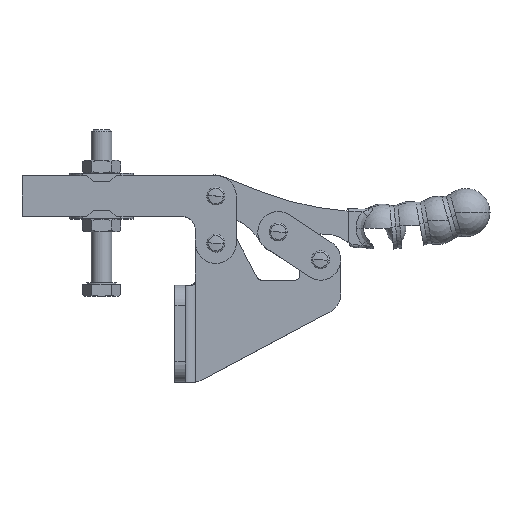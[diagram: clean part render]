
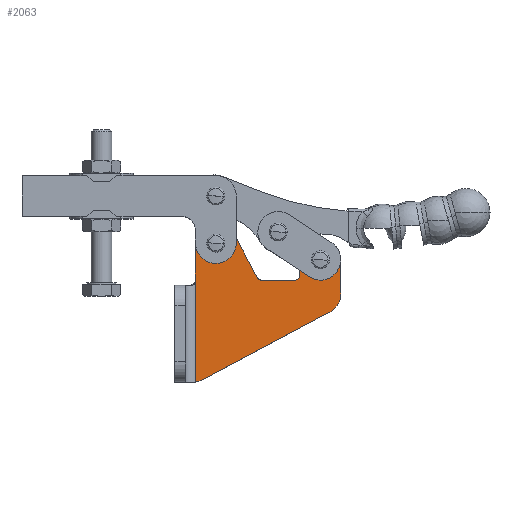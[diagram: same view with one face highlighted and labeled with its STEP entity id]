
A CAD part, top view. The second image highlights one B-rep face of the part: STEP entity #2063.
In plain terms, the highlighted planar face has unit normal (0, 0, 1).
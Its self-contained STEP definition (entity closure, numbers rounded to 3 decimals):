
#298=CARTESIAN_POINT('',(9.35,41.1,3.5));
#299=VERTEX_POINT('',#298);
#308=CARTESIAN_POINT('',(15.85,41.1,3.5));
#309=VERTEX_POINT('',#308);
#310=CARTESIAN_POINT('',(12.6,41.1,3.5));
#311=DIRECTION('',(0.0,0.0,1.0));
#312=DIRECTION('',(1.0,0.0,0.0));
#313=AXIS2_PLACEMENT_3D('',#310,#311,#312);
#314=CIRCLE('',#313,3.25);
#315=EDGE_CURVE('',#299,#309,#314,.T.);
#340=CARTESIAN_POINT('',(50.35,34.6,3.5));
#341=VERTEX_POINT('',#340);
#350=CARTESIAN_POINT('',(56.85,34.6,3.5));
#351=VERTEX_POINT('',#350);
#352=CARTESIAN_POINT('',(53.6,34.6,3.5));
#353=DIRECTION('',(0.0,0.0,1.0));
#354=DIRECTION('',(1.0,0.0,0.0));
#355=AXIS2_PLACEMENT_3D('',#352,#353,#354);
#356=CIRCLE('',#355,3.25);
#357=EDGE_CURVE('',#341,#351,#356,.T.);
#532=CARTESIAN_POINT('',(53.6,34.6,3.5));
#533=DIRECTION('',(0.0,0.0,1.0));
#534=DIRECTION('',(1.0,0.0,0.0));
#535=AXIS2_PLACEMENT_3D('',#532,#533,#534);
#536=CIRCLE('',#535,3.25);
#537=EDGE_CURVE('',#351,#341,#536,.T.);
#550=CARTESIAN_POINT('',(12.6,41.1,3.5));
#551=DIRECTION('',(0.0,0.0,1.0));
#552=DIRECTION('',(1.0,0.0,0.0));
#553=AXIS2_PLACEMENT_3D('',#550,#551,#552);
#554=CIRCLE('',#553,3.25);
#555=EDGE_CURVE('',#309,#299,#554,.T.);
#1598=CARTESIAN_POINT('',(4.574,-13.341,3.5));
#1599=VERTEX_POINT('',#1598);
#1806=CARTESIAN_POINT('',(4.574,26.278,3.5));
#1807=VERTEX_POINT('',#1806);
#1894=CARTESIAN_POINT('',(4.574,26.278,3.5));
#1895=DIRECTION('',(0.0,-1.0,0.0));
#1896=VECTOR('',#1895,39.619);
#1897=LINE('',#1894,#1896);
#1898=EDGE_CURVE('',#1807,#1599,#1897,.T.);
#1938=CARTESIAN_POINT('',(20.304,18.272,3.5));
#1939=DIRECTION('',(0.0,0.0,1.0));
#1940=DIRECTION('',(1.0,0.0,0.0));
#1941=AXIS2_PLACEMENT_3D('',#1938,#1939,#1940);
#1942=PLANE('',#1941);
#1943=CARTESIAN_POINT('',(45.6,28.6,3.5));
#1944=VERTEX_POINT('',#1943);
#1945=CARTESIAN_POINT('',(45.6,34.6,3.5));
#1946=VERTEX_POINT('',#1945);
#1947=CARTESIAN_POINT('',(45.6,28.6,3.5));
#1948=DIRECTION('',(0.0,1.0,0.0));
#1949=VECTOR('',#1948,6.0);
#1950=LINE('',#1947,#1949);
#1951=EDGE_CURVE('',#1944,#1946,#1950,.T.);
#1952=ORIENTED_EDGE('',*,*,#1951,.F.);
#1953=CARTESIAN_POINT('',(43.6,26.6,3.5));
#1954=VERTEX_POINT('',#1953);
#1955=CARTESIAN_POINT('',(43.6,28.6,3.5));
#1956=DIRECTION('',(0.0,0.0,1.0));
#1957=DIRECTION('',(0.0,-1.0,0.0));
#1958=AXIS2_PLACEMENT_3D('',#1955,#1956,#1957);
#1959=CIRCLE('',#1958,2.);
#1960=EDGE_CURVE('',#1954,#1944,#1959,.T.);
#1961=ORIENTED_EDGE('',*,*,#1960,.F.);
#1962=CARTESIAN_POINT('',(30.572,26.6,3.5));
#1963=VERTEX_POINT('',#1962);
#1964=CARTESIAN_POINT('',(30.572,26.6,3.5));
#1965=DIRECTION('',(1.0,0.0,0.0));
#1966=VECTOR('',#1965,13.028);
#1967=LINE('',#1964,#1966);
#1968=EDGE_CURVE('',#1963,#1954,#1967,.T.);
#1969=ORIENTED_EDGE('',*,*,#1968,.F.);
#1970=CARTESIAN_POINT('',(28.806,27.661,3.5));
#1971=VERTEX_POINT('',#1970);
#1972=CARTESIAN_POINT('',(30.572,28.6,3.5));
#1973=DIRECTION('',(0.,0.,1.));
#1974=DIRECTION('',(-0.883,-0.469,0.));
#1975=AXIS2_PLACEMENT_3D('',#1972,#1973,#1974);
#1976=CIRCLE('',#1975,2.);
#1977=EDGE_CURVE('',#1971,#1963,#1976,.T.);
#1978=ORIENTED_EDGE('',*,*,#1977,.F.);
#1979=CARTESIAN_POINT('',(19.664,44.856,3.5));
#1980=VERTEX_POINT('',#1979);
#1981=CARTESIAN_POINT('',(19.664,44.856,3.5));
#1982=DIRECTION('',(0.469,-0.883,0.));
#1983=VECTOR('',#1982,19.474);
#1984=LINE('',#1981,#1983);
#1985=EDGE_CURVE('',#1980,#1971,#1984,.T.);
#1986=ORIENTED_EDGE('',*,*,#1985,.F.);
#1987=CARTESIAN_POINT('',(4.6,41.1,3.5));
#1988=VERTEX_POINT('',#1987);
#1989=CARTESIAN_POINT('',(12.6,41.1,3.5));
#1990=DIRECTION('',(0.,0.,-1.));
#1991=DIRECTION('',(-0.883,-0.469,0.));
#1992=AXIS2_PLACEMENT_3D('',#1989,#1990,#1991);
#1993=CIRCLE('',#1992,8.0);
#1994=EDGE_CURVE('',#1988,#1980,#1993,.T.);
#1995=ORIENTED_EDGE('',*,*,#1994,.F.);
#1996=CARTESIAN_POINT('',(4.6,26.6,3.5));
#1997=VERTEX_POINT('',#1996);
#1998=CARTESIAN_POINT('',(4.6,26.6,3.5));
#1999=DIRECTION('',(0.0,1.0,0.0));
#2000=VECTOR('',#1999,14.5);
#2001=LINE('',#1998,#2000);
#2002=EDGE_CURVE('',#1997,#1988,#2001,.T.);
#2003=ORIENTED_EDGE('',*,*,#2002,.F.);
#2004=CARTESIAN_POINT('',(2.6,26.6,3.5));
#2005=DIRECTION('',(0.0,0.0,1.0));
#2006=DIRECTION('',(0.0,-1.0,0.0));
#2007=AXIS2_PLACEMENT_3D('',#2004,#2005,#2006);
#2008=CIRCLE('',#2007,2.);
#2009=EDGE_CURVE('',#1807,#1997,#2008,.T.);
#2010=ORIENTED_EDGE('',*,*,#2009,.F.);
#2011=ORIENTED_EDGE('',*,*,#1898,.T.);
#2012=CARTESIAN_POINT('',(7.361,-12.464,3.5));
#2013=VERTEX_POINT('',#2012);
#2014=CARTESIAN_POINT('',(3.605,-5.4,3.5));
#2015=DIRECTION('',(0.0,0.0,-1.0));
#2016=DIRECTION('',(0.0,1.0,0.0));
#2017=AXIS2_PLACEMENT_3D('',#2014,#2015,#2016);
#2018=CIRCLE('',#2017,8.0);
#2019=EDGE_CURVE('',#2013,#1599,#2018,.T.);
#2020=ORIENTED_EDGE('',*,*,#2019,.F.);
#2021=CARTESIAN_POINT('',(57.356,14.119,3.5));
#2022=VERTEX_POINT('',#2021);
#2023=CARTESIAN_POINT('',(57.356,14.119,3.5));
#2024=DIRECTION('',(-0.883,-0.469,0.));
#2025=VECTOR('',#2024,56.622);
#2026=LINE('',#2023,#2025);
#2027=EDGE_CURVE('',#2022,#2013,#2026,.T.);
#2028=ORIENTED_EDGE('',*,*,#2027,.F.);
#2029=CARTESIAN_POINT('',(61.6,21.183,3.5));
#2030=VERTEX_POINT('',#2029);
#2031=CARTESIAN_POINT('',(53.6,21.183,3.5));
#2032=DIRECTION('',(0.,0.,-1.));
#2033=DIRECTION('',(-0.469,0.883,0.));
#2034=AXIS2_PLACEMENT_3D('',#2031,#2032,#2033);
#2035=CIRCLE('',#2034,8.0);
#2036=EDGE_CURVE('',#2030,#2022,#2035,.T.);
#2037=ORIENTED_EDGE('',*,*,#2036,.F.);
#2038=CARTESIAN_POINT('',(61.6,34.6,3.5));
#2039=VERTEX_POINT('',#2038);
#2040=CARTESIAN_POINT('',(61.6,34.6,3.5));
#2041=DIRECTION('',(0.0,-1.0,0.0));
#2042=VECTOR('',#2041,13.417);
#2043=LINE('',#2040,#2042);
#2044=EDGE_CURVE('',#2039,#2030,#2043,.T.);
#2045=ORIENTED_EDGE('',*,*,#2044,.F.);
#2046=CARTESIAN_POINT('',(53.6,34.6,3.5));
#2047=DIRECTION('',(0.0,0.0,-1.0));
#2048=DIRECTION('',(-1.0,0.0,0.0));
#2049=AXIS2_PLACEMENT_3D('',#2046,#2047,#2048);
#2050=CIRCLE('',#2049,8.0);
#2051=EDGE_CURVE('',#1946,#2039,#2050,.T.);
#2052=ORIENTED_EDGE('',*,*,#2051,.F.);
#2053=EDGE_LOOP('',(#1952,#1961,#1969,#1978,#1986,#1995,#2003,#2010,#2011,#2020,#2028,#2037,#2045,#2052));
#2054=FACE_OUTER_BOUND('',#2053,.T.);
#2055=ORIENTED_EDGE('',*,*,#357,.F.);
#2056=ORIENTED_EDGE('',*,*,#537,.F.);
#2057=EDGE_LOOP('',(#2055,#2056));
#2058=FACE_BOUND('',#2057,.T.);
#2059=ORIENTED_EDGE('',*,*,#315,.F.);
#2060=ORIENTED_EDGE('',*,*,#555,.F.);
#2061=EDGE_LOOP('',(#2059,#2060));
#2062=FACE_BOUND('',#2061,.T.);
#2063=ADVANCED_FACE('',(#2054,#2058,#2062),#1942,.T.);
